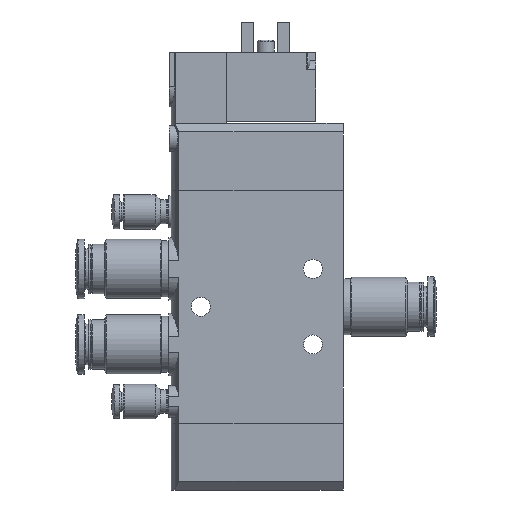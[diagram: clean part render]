
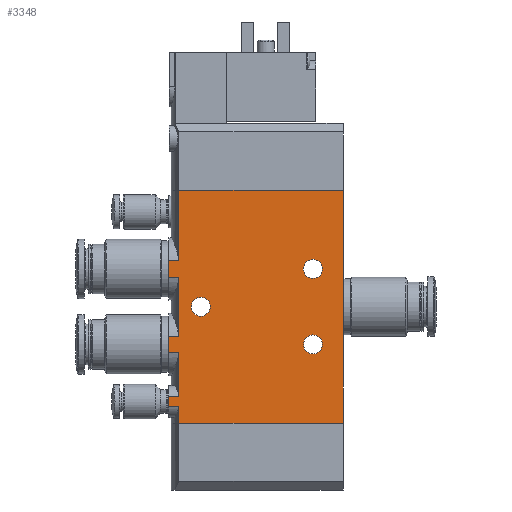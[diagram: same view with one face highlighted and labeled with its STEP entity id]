
A CAD part, left-side view. The second image highlights one B-rep face of the part: STEP entity #3348.
In plain terms, the highlighted face is planar.
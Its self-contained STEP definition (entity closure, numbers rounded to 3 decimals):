
#115=PLANE('',#4208);
#291=CIRCLE('',#4196,2.2);
#293=CIRCLE('',#4199,2.2);
#298=CIRCLE('',#4209,2.2);
#531=ORIENTED_EDGE('',*,*,#1378,.T.);
#532=ORIENTED_EDGE('',*,*,#1415,.T.);
#533=ORIENTED_EDGE('',*,*,#1408,.F.);
#534=ORIENTED_EDGE('',*,*,#1367,.T.);
#535=ORIENTED_EDGE('',*,*,#1380,.T.);
#536=ORIENTED_EDGE('',*,*,#1369,.T.);
#537=ORIENTED_EDGE('',*,*,#1410,.F.);
#538=ORIENTED_EDGE('',*,*,#1359,.T.);
#539=ORIENTED_EDGE('',*,*,#1383,.T.);
#540=ORIENTED_EDGE('',*,*,#1361,.T.);
#541=ORIENTED_EDGE('',*,*,#1402,.F.);
#542=ORIENTED_EDGE('',*,*,#1392,.T.);
#543=ORIENTED_EDGE('',*,*,#1396,.T.);
#544=ORIENTED_EDGE('',*,*,#1394,.T.);
#545=ORIENTED_EDGE('',*,*,#1405,.F.);
#546=ORIENTED_EDGE('',*,*,#1416,.F.);
#547=ORIENTED_EDGE('',*,*,#1400,.F.);
#548=ORIENTED_EDGE('',*,*,#1398,.F.);
#549=ORIENTED_EDGE('',*,*,#1417,.F.);
#1359=EDGE_CURVE('',#1816,#1815,#2144,.F.);
#1361=EDGE_CURVE('',#1817,#1818,#2145,.T.);
#1367=EDGE_CURVE('',#1824,#1823,#2148,.F.);
#1369=EDGE_CURVE('',#1825,#1826,#2149,.T.);
#1378=EDGE_CURVE('',#1835,#1834,#2153,.T.);
#1380=EDGE_CURVE('',#1823,#1825,#2155,.T.);
#1383=EDGE_CURVE('',#1815,#1817,#2157,.T.);
#1392=EDGE_CURVE('',#1843,#1844,#2162,.F.);
#1394=EDGE_CURVE('',#1846,#1845,#2163,.T.);
#1396=EDGE_CURVE('',#1844,#1846,#2164,.T.);
#1398=EDGE_CURVE('',#1848,#1848,#291,.F.);
#1400=EDGE_CURVE('',#1850,#1850,#293,.F.);
#1402=EDGE_CURVE('',#1843,#1818,#2165,.T.);
#1405=EDGE_CURVE('',#1853,#1845,#2167,.T.);
#1408=EDGE_CURVE('',#1824,#1855,#2170,.T.);
#1410=EDGE_CURVE('',#1816,#1826,#2171,.T.);
#1415=EDGE_CURVE('',#1834,#1855,#2175,.T.);
#1416=EDGE_CURVE('',#1835,#1853,#2176,.T.);
#1417=EDGE_CURVE('',#1857,#1857,#298,.F.);
#1815=VERTEX_POINT('',#5625);
#1816=VERTEX_POINT('',#5627);
#1817=VERTEX_POINT('',#5639);
#1818=VERTEX_POINT('',#5640);
#1823=VERTEX_POINT('',#5659);
#1824=VERTEX_POINT('',#5661);
#1825=VERTEX_POINT('',#5673);
#1826=VERTEX_POINT('',#5674);
#1834=VERTEX_POINT('',#5699);
#1835=VERTEX_POINT('',#5701);
#1843=VERTEX_POINT('',#5738);
#1844=VERTEX_POINT('',#5739);
#1845=VERTEX_POINT('',#5751);
#1846=VERTEX_POINT('',#5753);
#1848=VERTEX_POINT('',#5761);
#1850=VERTEX_POINT('',#5766);
#1853=VERTEX_POINT('',#5774);
#1855=VERTEX_POINT('',#5781);
#1857=VERTEX_POINT('',#5795);
#2144=LINE('',#5626,#2363);
#2145=LINE('',#5638,#2364);
#2148=LINE('',#5660,#2367);
#2149=LINE('',#5672,#2368);
#2153=LINE('',#5700,#2372);
#2155=LINE('',#5704,#2374);
#2157=LINE('',#5709,#2376);
#2162=LINE('',#5737,#2381);
#2163=LINE('',#5752,#2382);
#2164=LINE('',#5756,#2383);
#2165=LINE('',#5770,#2384);
#2167=LINE('',#5775,#2386);
#2170=LINE('',#5780,#2389);
#2171=LINE('',#5784,#2390);
#2175=LINE('',#5792,#2394);
#2176=LINE('',#5793,#2395);
#2363=VECTOR('',#4587,1000.);
#2364=VECTOR('',#4590,1000.);
#2367=VECTOR('',#4599,1000.);
#2368=VECTOR('',#4602,1000.);
#2372=VECTOR('',#4616,1000.);
#2374=VECTOR('',#4620,1000.);
#2376=VECTOR('',#4626,1000.);
#2381=VECTOR('',#4643,1000.);
#2382=VECTOR('',#4644,1000.);
#2383=VECTOR('',#4649,1000.);
#2384=VECTOR('',#4666,1000.);
#2386=VECTOR('',#4670,1000.);
#2389=VECTOR('',#4675,1000.);
#2390=VECTOR('',#4680,1000.);
#2394=VECTOR('',#4690,1000.);
#2395=VECTOR('',#4691,1000.);
#2610=EDGE_LOOP('',(#531,#532,#533,#534,#535,#536,#537,#538,#539,#540,#541,
#542,#543,#544,#545,#546));
#2611=EDGE_LOOP('',(#547));
#2612=EDGE_LOOP('',(#548));
#2613=EDGE_LOOP('',(#549));
#2944=FACE_BOUND('',#2610,.T.);
#2945=FACE_BOUND('',#2611,.T.);
#2946=FACE_BOUND('',#2612,.T.);
#2947=FACE_BOUND('',#2613,.T.);
#3348=ADVANCED_FACE('',(#2944,#2945,#2946,#2947),#115,.F.);
#4196=AXIS2_PLACEMENT_3D('',#5760,#4654,#4655);
#4199=AXIS2_PLACEMENT_3D('',#5765,#4660,#4661);
#4208=AXIS2_PLACEMENT_3D('',#5791,#4688,#4689);
#4209=AXIS2_PLACEMENT_3D('',#5794,#4692,#4693);
#4587=DIRECTION('',(0.,-1.,0.));
#4590=DIRECTION('',(0.,-1.,0.));
#4599=DIRECTION('',(0.,-1.,0.));
#4602=DIRECTION('',(0.,-1.,0.));
#4616=DIRECTION('',(-1.,0.,0.));
#4620=DIRECTION('',(1.,0.,0.));
#4626=DIRECTION('',(1.,0.,0.));
#4643=DIRECTION('',(0.,-1.,0.));
#4644=DIRECTION('',(0.,-1.,0.));
#4649=DIRECTION('',(1.,0.,0.));
#4654=DIRECTION('',(0.,0.,1.));
#4655=DIRECTION('',(1.,0.,0.));
#4660=DIRECTION('',(0.,0.,1.));
#4661=DIRECTION('',(1.,0.,0.));
#4666=DIRECTION('',(-1.,0.,0.));
#4670=DIRECTION('',(-1.,0.,0.));
#4675=DIRECTION('',(-1.,0.,0.));
#4680=DIRECTION('',(-1.,0.,0.));
#4688=DIRECTION('',(0.,0.,1.));
#4689=DIRECTION('',(1.,0.,0.));
#4690=DIRECTION('',(0.,1.,0.));
#4691=DIRECTION('',(0.,1.,0.));
#4692=DIRECTION('',(0.,0.,1.));
#4693=DIRECTION('',(1.,0.,0.));
#5625=CARTESIAN_POINT('',(33.863,40.4,-7.));
#5626=CARTESIAN_POINT('',(33.863,0.,-7.));
#5627=CARTESIAN_POINT('',(33.863,38.066,-7.));
#5638=CARTESIAN_POINT('',(37.637,0.,-7.));
#5639=CARTESIAN_POINT('',(37.637,40.4,-7.));
#5640=CARTESIAN_POINT('',(37.637,38.066,-7.));
#5659=CARTESIAN_POINT('',(16.363,40.4,-7.));
#5660=CARTESIAN_POINT('',(16.363,0.,-7.));
#5661=CARTESIAN_POINT('',(16.363,38.066,-7.));
#5672=CARTESIAN_POINT('',(20.137,0.,-7.));
#5673=CARTESIAN_POINT('',(20.137,40.4,-7.));
#5674=CARTESIAN_POINT('',(20.137,38.066,-7.));
#5699=CARTESIAN_POINT('',(0.,0.,-7.));
#5700=CARTESIAN_POINT('',(54.,0.,-7.));
#5701=CARTESIAN_POINT('',(54.,0.,-7.));
#5704=CARTESIAN_POINT('',(18.25,40.4,-7.));
#5709=CARTESIAN_POINT('',(35.75,40.4,-7.));
#5737=CARTESIAN_POINT('',(47.8,0.,-7.));
#5738=CARTESIAN_POINT('',(47.8,38.066,-7.));
#5739=CARTESIAN_POINT('',(47.8,40.4,-7.));
#5751=CARTESIAN_POINT('',(50.2,38.066,-7.));
#5752=CARTESIAN_POINT('',(50.2,0.,-7.));
#5753=CARTESIAN_POINT('',(50.2,40.4,-7.));
#5756=CARTESIAN_POINT('',(49.,40.4,-7.));
#5760=CARTESIAN_POINT('',(18.25,7.,-7.));
#5761=CARTESIAN_POINT('',(20.45,7.,-7.));
#5765=CARTESIAN_POINT('',(35.75,7.,-7.));
#5766=CARTESIAN_POINT('',(37.95,7.,-7.));
#5770=CARTESIAN_POINT('',(54.,38.066,-7.));
#5774=CARTESIAN_POINT('',(54.,38.066,-7.));
#5775=CARTESIAN_POINT('',(54.,38.066,-7.));
#5780=CARTESIAN_POINT('',(54.,38.066,-7.));
#5781=CARTESIAN_POINT('',(0.,38.066,-7.));
#5784=CARTESIAN_POINT('',(54.,38.066,-7.));
#5791=CARTESIAN_POINT('',(54.,0.,-7.));
#5792=CARTESIAN_POINT('',(0.,0.,-7.));
#5793=CARTESIAN_POINT('',(54.,0.,-7.));
#5794=CARTESIAN_POINT('',(27.,33.,-7.));
#5795=CARTESIAN_POINT('',(29.2,33.,-7.));
